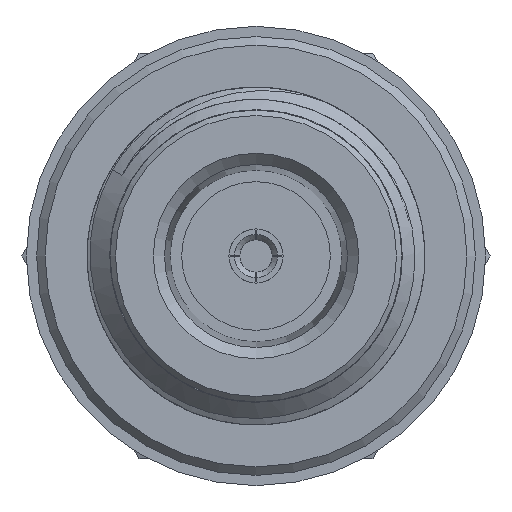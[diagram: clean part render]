
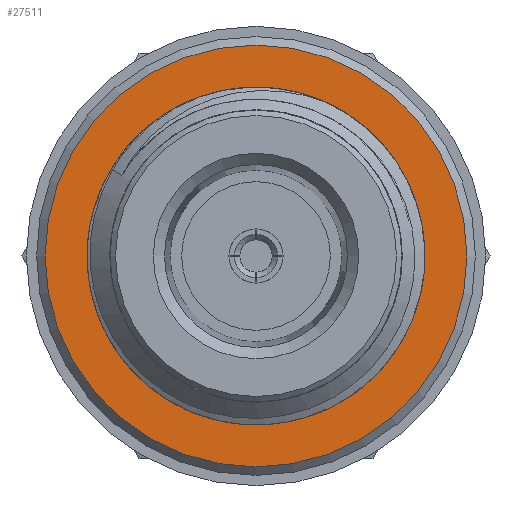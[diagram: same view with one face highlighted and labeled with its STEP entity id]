
A CAD part, left-side view. The second image highlights one B-rep face of the part: STEP entity #27511.
In plain terms, the highlighted planar face has unit normal (-1, 0, 0).
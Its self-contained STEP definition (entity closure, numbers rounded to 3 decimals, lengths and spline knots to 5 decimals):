
#1724 = EDGE_CURVE ( 'NONE', #11095, #11095, #4707, .T. ) ;
#1944 = ORIENTED_EDGE ( 'NONE', *, *, #13316, .F. ) ;
#2048 = DIRECTION ( 'NONE',  ( -1., 0., 0. ) ) ;
#2599 = AXIS2_PLACEMENT_3D ( 'NONE', #28495, #2048, #18928 ) ;
#3853 = ORIENTED_EDGE ( 'NONE', *, *, #1724, .F. ) ;
#4707 = CIRCLE ( 'NONE', #2599, 0.3125 ) ;
#5711 = EDGE_LOOP ( 'NONE', ( #3853 ) ) ;
#6751 = DIRECTION ( 'NONE',  ( -1., 0., 0. ) ) ;
#6963 = PLANE ( 'NONE',  #27965 ) ;
#11095 = VERTEX_POINT ( 'NONE', #24185 ) ;
#12078 = DIRECTION ( 'NONE',  ( 0., 1., 0. ) ) ;
#13316 = EDGE_CURVE ( 'NONE', #25870, #25870, #31325, .T. ) ;
#13980 = EDGE_LOOP ( 'NONE', ( #1944 ) ) ;
#14425 = FACE_OUTER_BOUND ( 'NONE', #13980, .T. ) ;
#14523 = DIRECTION ( 'NONE',  ( 1., 0., 0. ) ) ;
#15174 = FACE_BOUND ( 'NONE', #5711, .T. ) ;
#18928 = DIRECTION ( 'NONE',  ( 0., -1., 0. ) ) ;
#19467 = CARTESIAN_POINT ( 'NONE',  ( 0.45863, 0., 0. ) ) ;
#19619 = CARTESIAN_POINT ( 'NONE',  ( 0.45863, 0.39029, 0. ) ) ;
#21360 = CARTESIAN_POINT ( 'NONE',  ( 0.45863, 0.31145, 0. ) ) ;
#24185 = CARTESIAN_POINT ( 'NONE',  ( 0.45863, -0.3125, 0. ) ) ;
#25870 = VERTEX_POINT ( 'NONE', #19619 ) ;
#26148 = DIRECTION ( 'NONE',  ( 0., -1., 0. ) ) ;
#27511 = ADVANCED_FACE ( 'NONE', ( #15174, #14425 ), #6963, .T. ) ;
#27965 = AXIS2_PLACEMENT_3D ( 'NONE', #21360, #6751, #26148 ) ;
#28495 = CARTESIAN_POINT ( 'NONE',  ( 0.45863, 0., 0. ) ) ;
#31325 = CIRCLE ( 'NONE', #31333, 0.39029 ) ;
#31333 = AXIS2_PLACEMENT_3D ( 'NONE', #19467, #14523, #12078 ) ;
